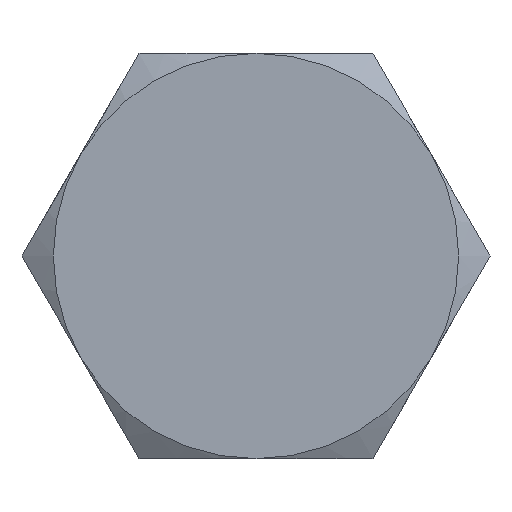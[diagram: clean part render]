
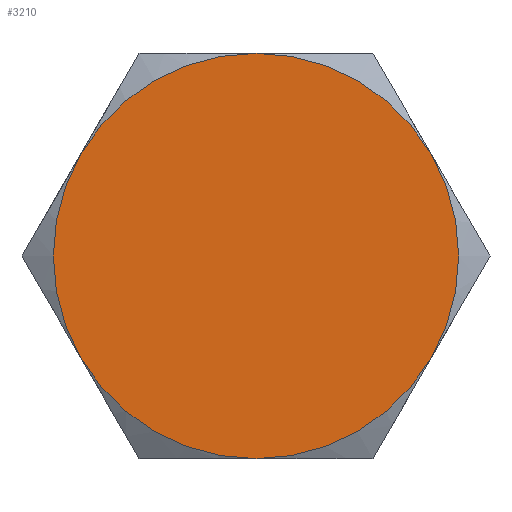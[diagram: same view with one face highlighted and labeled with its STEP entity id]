
A CAD part, left-side view. The second image highlights one B-rep face of the part: STEP entity #3210.
In plain terms, the highlighted planar face has unit normal (-1, 0, 0).
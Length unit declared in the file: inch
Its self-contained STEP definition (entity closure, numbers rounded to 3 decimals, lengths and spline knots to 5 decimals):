
#29 = PLANE ( 'NONE',  #5252 ) ;
#455 = VERTEX_POINT ( 'NONE', #1129 ) ;
#874 = AXIS2_PLACEMENT_3D ( 'NONE', #6727, #3970, #6759 ) ;
#952 = DIRECTION ( 'NONE',  ( -1., 0., 0. ) ) ;
#1129 = CARTESIAN_POINT ( 'NONE',  ( 0., 0.54127, 0.3125 ) ) ;
#1327 = DIRECTION ( 'NONE',  ( 0., 0., 1. ) ) ;
#1413 = DIRECTION ( 'NONE',  ( 0., 0., -1. ) ) ;
#1515 = AXIS2_PLACEMENT_3D ( 'NONE', #5426, #7476, #1327 ) ;
#1633 = EDGE_CURVE ( 'NONE', #7880, #3009, #4399, .T. ) ;
#1844 = AXIS2_PLACEMENT_3D ( 'NONE', #4414, #952, #7903 ) ;
#1889 = EDGE_CURVE ( 'NONE', #4448, #455, #2532, .T. ) ;
#1934 = DIRECTION ( 'NONE',  ( 0., 0., 1. ) ) ;
#2265 = DIRECTION ( 'NONE',  ( -1., 0., 0. ) ) ;
#2532 = CIRCLE ( 'NONE', #6458, 0.625 ) ;
#2801 = ORIENTED_EDGE ( 'NONE', *, *, #6487, .T. ) ;
#3009 = VERTEX_POINT ( 'NONE', #7723 ) ;
#3124 = EDGE_LOOP ( 'NONE', ( #6272, #6256, #7859, #5072, #7584, #2801 ) ) ;
#3128 = AXIS2_PLACEMENT_3D ( 'NONE', #8140, #5340, #1934 ) ;
#3202 = CARTESIAN_POINT ( 'NONE',  ( 0., 0., 0.625 ) ) ;
#3210 = ADVANCED_FACE ( 'NONE', ( #8786 ), #29, .F. ) ;
#3525 = CIRCLE ( 'NONE', #3705, 0.625 ) ;
#3705 = AXIS2_PLACEMENT_3D ( 'NONE', #3850, #4498, #5283 ) ;
#3850 = CARTESIAN_POINT ( 'NONE',  ( 0., 0., 0. ) ) ;
#3970 = DIRECTION ( 'NONE',  ( -1., 0., 0. ) ) ;
#4394 = EDGE_CURVE ( 'NONE', #3009, #7222, #3525, .T. ) ;
#4399 = CIRCLE ( 'NONE', #1844, 0.625 ) ;
#4414 = CARTESIAN_POINT ( 'NONE',  ( 0., 0., 0. ) ) ;
#4448 = VERTEX_POINT ( 'NONE', #3202 ) ;
#4498 = DIRECTION ( 'NONE',  ( -1., 0., 0. ) ) ;
#4688 = CARTESIAN_POINT ( 'NONE',  ( 0., -0.54127, 0.3125 ) ) ;
#4877 = CARTESIAN_POINT ( 'NONE',  ( 0., 0., 0. ) ) ;
#5016 = DIRECTION ( 'NONE',  ( 0., 0., 1. ) ) ;
#5072 = ORIENTED_EDGE ( 'NONE', *, *, #4394, .T. ) ;
#5231 = EDGE_CURVE ( 'NONE', #455, #7880, #7829, .T. ) ;
#5252 = AXIS2_PLACEMENT_3D ( 'NONE', #4877, #5556, #1413 ) ;
#5283 = DIRECTION ( 'NONE',  ( 0., 0., 1. ) ) ;
#5340 = DIRECTION ( 'NONE',  ( -1., 0., 0. ) ) ;
#5426 = CARTESIAN_POINT ( 'NONE',  ( 0., 0., 0. ) ) ;
#5556 = DIRECTION ( 'NONE',  ( 1., 0., 0. ) ) ;
#5839 = CARTESIAN_POINT ( 'NONE',  ( 0., 0.54127, -0.3125 ) ) ;
#6256 = ORIENTED_EDGE ( 'NONE', *, *, #5231, .T. ) ;
#6272 = ORIENTED_EDGE ( 'NONE', *, *, #1889, .T. ) ;
#6458 = AXIS2_PLACEMENT_3D ( 'NONE', #7045, #2265, #5016 ) ;
#6487 = EDGE_CURVE ( 'NONE', #6527, #4448, #7822, .T. ) ;
#6527 = VERTEX_POINT ( 'NONE', #4688 ) ;
#6727 = CARTESIAN_POINT ( 'NONE',  ( 0., 0., 0. ) ) ;
#6759 = DIRECTION ( 'NONE',  ( 0., 0., 1. ) ) ;
#7045 = CARTESIAN_POINT ( 'NONE',  ( 0., 0., 0. ) ) ;
#7222 = VERTEX_POINT ( 'NONE', #7650 ) ;
#7476 = DIRECTION ( 'NONE',  ( -1., 0., 0. ) ) ;
#7503 = EDGE_CURVE ( 'NONE', #7222, #6527, #7705, .T. ) ;
#7584 = ORIENTED_EDGE ( 'NONE', *, *, #7503, .T. ) ;
#7650 = CARTESIAN_POINT ( 'NONE',  ( 0., -0.54127, -0.3125 ) ) ;
#7705 = CIRCLE ( 'NONE', #3128, 0.625 ) ;
#7723 = CARTESIAN_POINT ( 'NONE',  ( 0., 0., -0.625 ) ) ;
#7822 = CIRCLE ( 'NONE', #1515, 0.625 ) ;
#7829 = CIRCLE ( 'NONE', #874, 0.625 ) ;
#7859 = ORIENTED_EDGE ( 'NONE', *, *, #1633, .T. ) ;
#7880 = VERTEX_POINT ( 'NONE', #5839 ) ;
#7903 = DIRECTION ( 'NONE',  ( 0., 0., 1. ) ) ;
#8140 = CARTESIAN_POINT ( 'NONE',  ( 0., 0., 0. ) ) ;
#8786 = FACE_OUTER_BOUND ( 'NONE', #3124, .T. ) ;
